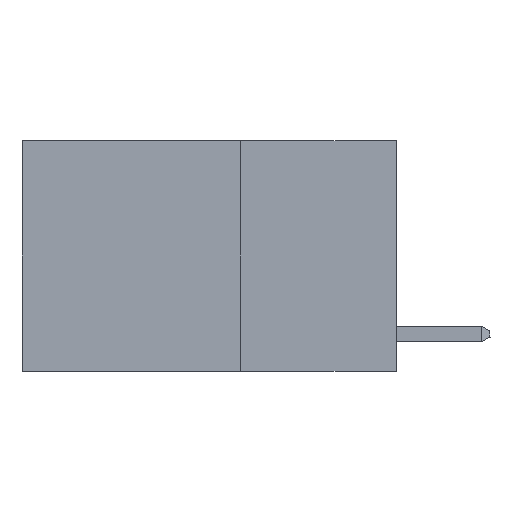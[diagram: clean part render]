
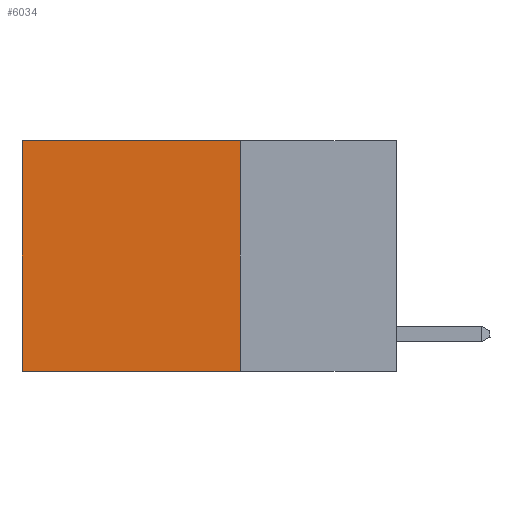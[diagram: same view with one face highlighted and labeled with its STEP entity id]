
A CAD part, left-side view. The second image highlights one B-rep face of the part: STEP entity #6034.
In plain terms, the highlighted planar face has unit normal (-1, 0, 0).
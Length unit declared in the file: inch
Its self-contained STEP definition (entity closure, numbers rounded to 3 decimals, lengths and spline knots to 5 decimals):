
#213 = VECTOR ( 'NONE', #5145, 39.37008 ) ;
#279 = FACE_OUTER_BOUND ( 'NONE', #944, .T. ) ;
#362 = LINE ( 'NONE', #811, #11675 ) ;
#534 = LINE ( 'NONE', #13482, #213 ) ;
#811 = CARTESIAN_POINT ( 'NONE',  ( 0.2625, 0.25, 0. ) ) ;
#944 = EDGE_LOOP ( 'NONE', ( #1615, #4753, #13144, #1959 ) ) ;
#1097 = CARTESIAN_POINT ( 'NONE',  ( 0.2625, 0.25, 0. ) ) ;
#1615 = ORIENTED_EDGE ( 'NONE', *, *, #2046, .T. ) ;
#1959 = ORIENTED_EDGE ( 'NONE', *, *, #9480, .T. ) ;
#2046 = EDGE_CURVE ( 'NONE', #5085, #10769, #9750, .T. ) ;
#2068 = VECTOR ( 'NONE', #8142, 39.37008 ) ;
#2218 = CARTESIAN_POINT ( 'NONE',  ( 0.2625, 0.25, -0.37 ) ) ;
#2877 = AXIS2_PLACEMENT_3D ( 'NONE', #1097, #4599, #12056 ) ;
#3717 = VERTEX_POINT ( 'NONE', #2218 ) ;
#4285 = DIRECTION ( 'NONE',  ( 0., 1., 0. ) ) ;
#4599 = DIRECTION ( 'NONE',  ( 1., 0., 0. ) ) ;
#4753 = ORIENTED_EDGE ( 'NONE', *, *, #8078, .F. ) ;
#5085 = VERTEX_POINT ( 'NONE', #5757 ) ;
#5145 = DIRECTION ( 'NONE',  ( 0., 0., -1. ) ) ;
#5757 = CARTESIAN_POINT ( 'NONE',  ( 0.2625, 0.6, 0. ) ) ;
#5784 = PLANE ( 'NONE',  #2877 ) ;
#6034 = ADVANCED_FACE ( 'NONE', ( #279 ), #5784, .F. ) ;
#6145 = CARTESIAN_POINT ( 'NONE',  ( 0.2625, 0.6, -0.37 ) ) ;
#6570 = VERTEX_POINT ( 'NONE', #9873 ) ;
#8078 = EDGE_CURVE ( 'NONE', #3717, #10769, #10916, .T. ) ;
#8142 = DIRECTION ( 'NONE',  ( 0., 1., 0. ) ) ;
#9235 = EDGE_CURVE ( 'NONE', #6570, #3717, #534, .T. ) ;
#9480 = EDGE_CURVE ( 'NONE', #6570, #5085, #362, .T. ) ;
#9750 = LINE ( 'NONE', #10635, #11801 ) ;
#9873 = CARTESIAN_POINT ( 'NONE',  ( 0.2625, 0.25, 0. ) ) ;
#10465 = DIRECTION ( 'NONE',  ( 0., 0., -1. ) ) ;
#10635 = CARTESIAN_POINT ( 'NONE',  ( 0.2625, 0.6, 0. ) ) ;
#10769 = VERTEX_POINT ( 'NONE', #6145 ) ;
#10916 = LINE ( 'NONE', #12181, #2068 ) ;
#11675 = VECTOR ( 'NONE', #4285, 39.37008 ) ;
#11801 = VECTOR ( 'NONE', #10465, 39.37008 ) ;
#12056 = DIRECTION ( 'NONE',  ( 0., 0., -1. ) ) ;
#12181 = CARTESIAN_POINT ( 'NONE',  ( 0.2625, 0.25, -0.37 ) ) ;
#13144 = ORIENTED_EDGE ( 'NONE', *, *, #9235, .F. ) ;
#13482 = CARTESIAN_POINT ( 'NONE',  ( 0.2625, 0.25, 0. ) ) ;
